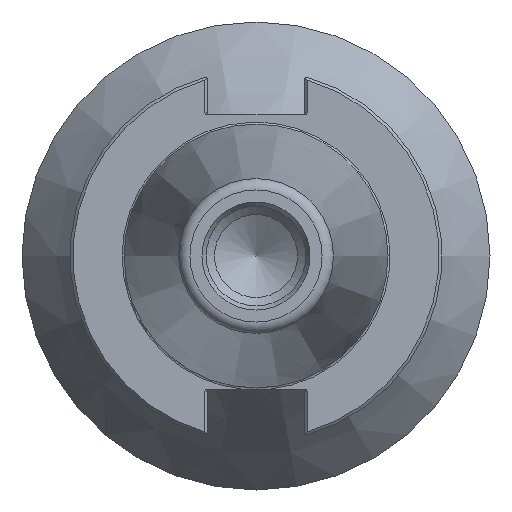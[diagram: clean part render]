
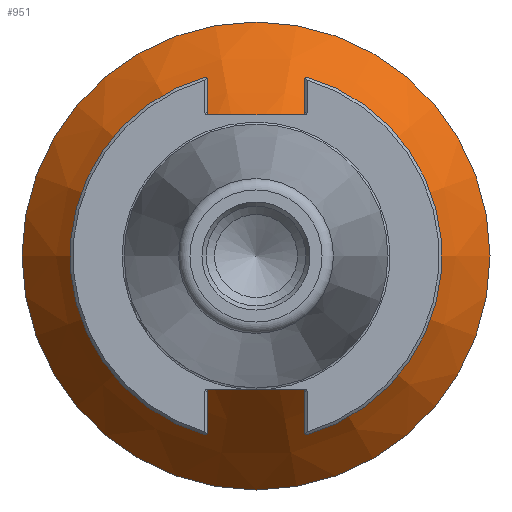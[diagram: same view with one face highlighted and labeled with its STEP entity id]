
A CAD part, left-side view. The second image highlights one B-rep face of the part: STEP entity #951.
In plain terms, the highlighted conical face has half-angle 37 degrees and reference radius 48.419 mm.
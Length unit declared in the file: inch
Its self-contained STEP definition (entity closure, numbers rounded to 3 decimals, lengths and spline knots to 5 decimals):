
#306=CARTESIAN_POINT('',(2.85999,2.4375,0.0));
#307=VERTEX_POINT('',#306);
#308=CARTESIAN_POINT('',(2.85999,0.0,0.0));
#309=DIRECTION('',(1.0,0.0,0.0));
#310=DIRECTION('',(0.0,1.0,0.0));
#311=AXIS2_PLACEMENT_3D('',#308,#309,#310);
#312=CIRCLE('',#311,2.4375);
#313=EDGE_CURVE('',#307,#307,#312,.T.);
#566=CARTESIAN_POINT('',(1.45,1.375,0.0));
#567=VERTEX_POINT('',#566);
#568=CARTESIAN_POINT('',(1.45,0.0,0.0));
#569=DIRECTION('',(1.0,0.0,0.0));
#570=DIRECTION('',(0.0,1.0,0.0));
#571=AXIS2_PLACEMENT_3D('',#568,#569,#570);
#572=CIRCLE('',#571,1.375);
#573=EDGE_CURVE('',#567,#567,#572,.T.);
#940=CARTESIAN_POINT('',(2.15499,0.0,0.0));
#941=DIRECTION('',(1.0,0.0,0.0));
#942=DIRECTION('',(0.0,1.0,0.0));
#943=AXIS2_PLACEMENT_3D('',#940,#941,#942);
#944=CONICAL_SURFACE('',#943,1.90625,37.);
#945=ORIENTED_EDGE('',*,*,#313,.F.);
#946=EDGE_LOOP('',(#945));
#947=FACE_OUTER_BOUND('',#946,.T.);
#948=ORIENTED_EDGE('',*,*,#573,.T.);
#949=EDGE_LOOP('',(#948));
#950=FACE_BOUND('',#949,.T.);
#951=ADVANCED_FACE('',(#947,#950),#944,.T.);
